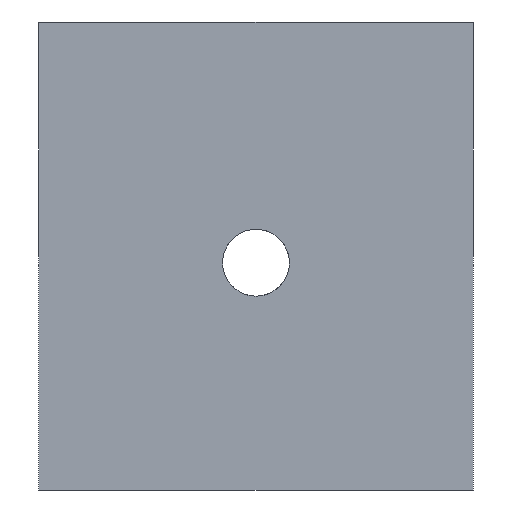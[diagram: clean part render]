
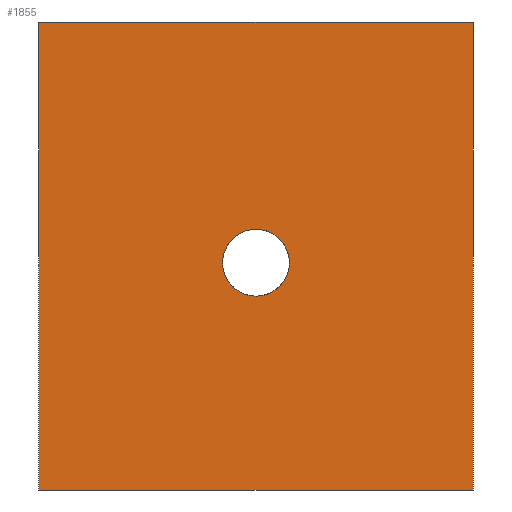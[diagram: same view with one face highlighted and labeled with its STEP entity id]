
A CAD part, left-side view. The second image highlights one B-rep face of the part: STEP entity #1855.
In plain terms, the highlighted planar face has unit normal (-1, 0, 0).
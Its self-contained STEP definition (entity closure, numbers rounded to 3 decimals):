
#52=FACE_BOUND('',#283,.T.);
#65=CIRCLE('',#1980,5.);
#163=FACE_OUTER_BOUND('',#282,.T.);
#282=EDGE_LOOP('',(#1657,#1658,#1659,#1660));
#283=EDGE_LOOP('',(#1661));
#510=LINE('',#3030,#740);
#513=LINE('',#3035,#743);
#514=LINE('',#3038,#744);
#515=LINE('',#3039,#745);
#740=VECTOR('',#2439,10.);
#743=VECTOR('',#2444,10.);
#744=VECTOR('',#2447,10.);
#745=VECTOR('',#2448,10.);
#908=VERTEX_POINT('',#3016);
#911=VERTEX_POINT('',#3027);
#912=VERTEX_POINT('',#3029);
#913=VERTEX_POINT('',#3033);
#914=VERTEX_POINT('',#3037);
#1154=EDGE_CURVE('',#908,#908,#65,.T.);
#1160=EDGE_CURVE('',#911,#912,#510,.T.);
#1163=EDGE_CURVE('',#913,#912,#513,.T.);
#1164=EDGE_CURVE('',#914,#913,#514,.T.);
#1165=EDGE_CURVE('',#914,#911,#515,.T.);
#1657=ORIENTED_EDGE('',*,*,#1164,.T.);
#1658=ORIENTED_EDGE('',*,*,#1163,.T.);
#1659=ORIENTED_EDGE('',*,*,#1160,.F.);
#1660=ORIENTED_EDGE('',*,*,#1165,.F.);
#1661=ORIENTED_EDGE('',*,*,#1154,.T.);
#1756=PLANE('',#1986);
#1855=ADVANCED_FACE('',(#163,#52),#1756,.T.);
#1980=AXIS2_PLACEMENT_3D('',#3018,#2426,#2427);
#1986=AXIS2_PLACEMENT_3D('',#3036,#2445,#2446);
#2426=DIRECTION('center_axis',(1.,0.,0.));
#2427=DIRECTION('ref_axis',(0.,1.,0.));
#2439=DIRECTION('',(0.,-1.,0.));
#2444=DIRECTION('',(0.,0.,1.));
#2445=DIRECTION('center_axis',(-1.,0.,0.));
#2446=DIRECTION('ref_axis',(0.,-1.,0.));
#2447=DIRECTION('',(0.,-1.,0.));
#2448=DIRECTION('',(0.,0.,1.));
#3016=CARTESIAN_POINT('',(-32.5,-5.,34.));
#3018=CARTESIAN_POINT('Origin',(-32.5,0.,34.));
#3027=CARTESIAN_POINT('',(-32.5,32.5,70.));
#3029=CARTESIAN_POINT('',(-32.5,-32.5,70.));
#3030=CARTESIAN_POINT('',(-32.5,32.5,70.));
#3033=CARTESIAN_POINT('',(-32.5,-32.5,0.));
#3035=CARTESIAN_POINT('',(-32.5,-32.5,0.));
#3036=CARTESIAN_POINT('Origin',(-32.5,32.5,0.));
#3037=CARTESIAN_POINT('',(-32.5,32.5,0.));
#3038=CARTESIAN_POINT('',(-32.5,32.5,0.));
#3039=CARTESIAN_POINT('',(-32.5,32.5,0.));
